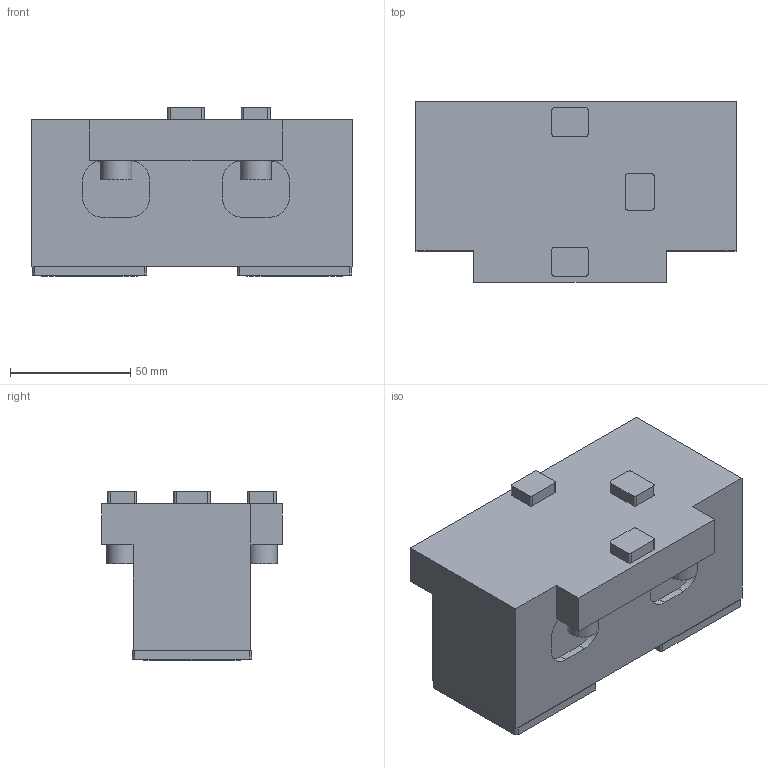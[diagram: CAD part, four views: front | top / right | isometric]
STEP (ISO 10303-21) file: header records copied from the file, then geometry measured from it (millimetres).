
FILE_DESCRIPTION(/* description */ (''),/* implementation_level */ '2;1');
FILE_NAME(/* name */ '1577082290852.stp',/* time_stamp */ '2019-12-23T11:55:00+05:00',/* author */ (''),/* organization */ ('SMS'),/* preprocessor_version */ 'ST-DEVELOPER v16.7',/* originating_system */ 'SIEMENS PLM Software NX 12.0',/* authorisation */ '');
FILE_SCHEMA (('AUTOMOTIVE_DESIGN { 1 0 10303 214 3 1 1 1 }'));
Length unit declared in the file: millimetre
Products named in the file (1): 200835873mod000_02
Bounding box: 133 x 75 x 70 mm (x, y, z)
Volume: 434099.4 mm3; surface area: 50456.4 mm2
Topology: 1 solids, 1 shells, 119 faces, 310 edges, 212 vertices
Faces by surface type: plane 79, cylinder 38, bspline 2
Full cylindrical faces by diameter (mm): 2.5 x2, 13 x4, 31.6 x2, 40 x2
Entity records: 4046 total; most frequent: CARTESIAN_POINT 1060, DIRECTION 598, ORIENTED_EDGE 592, EDGE_CURVE 296, LINE 206, VECTOR 206, VERTEX_POINT 206, AXIS2_PLACEMENT_3D 196
